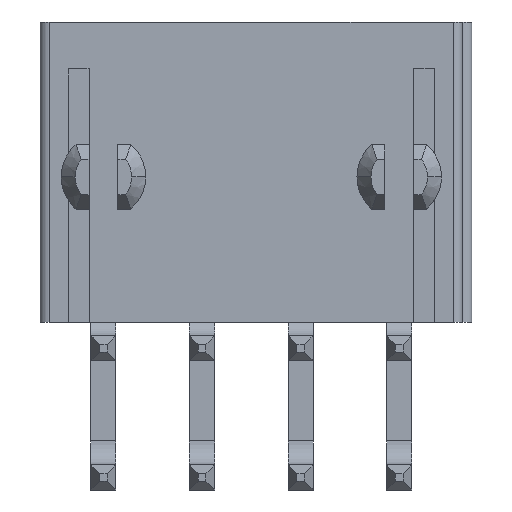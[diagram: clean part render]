
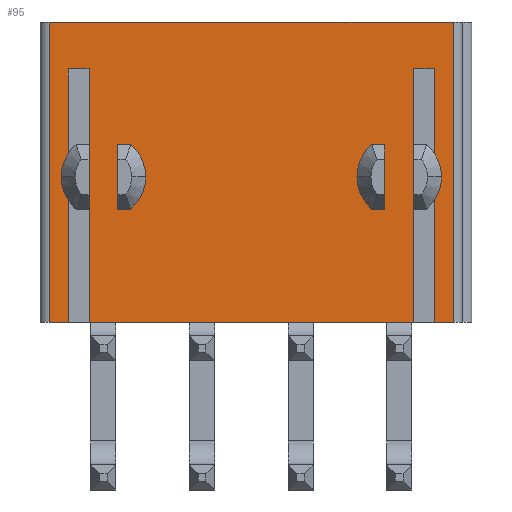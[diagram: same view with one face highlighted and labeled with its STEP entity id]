
A CAD part, front view. The second image highlights one B-rep face of the part: STEP entity #95.
In plain terms, the highlighted planar face has unit normal (0, -1, 0).
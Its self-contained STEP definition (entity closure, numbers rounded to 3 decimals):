
#95=ADVANCED_FACE('',(#440,#441,#442),#443,.T.);
#440=FACE_OUTER_BOUND('',#1076,.T.);
#441=FACE_BOUND('',#1077,.T.);
#442=FACE_BOUND('',#1078,.T.);
#443=PLANE('',#1079);
#1076=EDGE_LOOP('',(#1857,#1858,#1859,#1860,#1861,#1862,#1863,#1864,#1865,#1866,#1867,#1868));
#1077=EDGE_LOOP('',(#1869,#1870,#1871));
#1078=EDGE_LOOP('',(#1872,#1873,#1874));
#1079=AXIS2_PLACEMENT_3D('',#1875,#1876,#1877);
#1857=ORIENTED_EDGE('',*,*,#4103,.F.);
#1858=ORIENTED_EDGE('',*,*,#4104,.F.);
#1859=ORIENTED_EDGE('',*,*,#4105,.T.);
#1860=ORIENTED_EDGE('',*,*,#4038,.T.);
#1861=ORIENTED_EDGE('',*,*,#4102,.F.);
#1862=ORIENTED_EDGE('',*,*,#4106,.F.);
#1863=ORIENTED_EDGE('',*,*,#4107,.T.);
#1864=ORIENTED_EDGE('',*,*,#4108,.F.);
#1865=ORIENTED_EDGE('',*,*,#4109,.T.);
#1866=ORIENTED_EDGE('',*,*,#4110,.F.);
#1867=ORIENTED_EDGE('',*,*,#4111,.T.);
#1868=ORIENTED_EDGE('',*,*,#4112,.F.);
#1869=ORIENTED_EDGE('',*,*,#4113,.T.);
#1870=ORIENTED_EDGE('',*,*,#4114,.T.);
#1871=ORIENTED_EDGE('',*,*,#4019,.T.);
#1872=ORIENTED_EDGE('',*,*,#4115,.T.);
#1873=ORIENTED_EDGE('',*,*,#4031,.T.);
#1874=ORIENTED_EDGE('',*,*,#4116,.T.);
#1875=CARTESIAN_POINT('',(9.0,0.4,0.0));
#1876=DIRECTION('',(0.0,-1.0,0.0));
#1877=DIRECTION('',(0.0,0.0,-1.0));
#4019=EDGE_CURVE('',#4815,#4819,#4821,.T.);
#4031=EDGE_CURVE('',#4843,#4840,#4844,.T.);
#4038=EDGE_CURVE('',#4857,#4855,#4858,.T.);
#4102=EDGE_CURVE('',#4975,#4855,#4977,.T.);
#4103=EDGE_CURVE('',#4978,#4979,#4980,.T.);
#4104=EDGE_CURVE('',#4981,#4978,#4982,.T.);
#4105=EDGE_CURVE('',#4981,#4857,#4983,.T.);
#4106=EDGE_CURVE('',#4984,#4975,#4985,.T.);
#4107=EDGE_CURVE('',#4984,#4986,#4987,.T.);
#4108=EDGE_CURVE('',#4988,#4986,#4989,.T.);
#4109=EDGE_CURVE('',#4988,#4990,#4991,.T.);
#4110=EDGE_CURVE('',#4992,#4990,#4993,.T.);
#4111=EDGE_CURVE('',#4992,#4994,#4995,.T.);
#4112=EDGE_CURVE('',#4979,#4994,#4996,.T.);
#4113=EDGE_CURVE('',#4819,#4997,#4998,.T.);
#4114=EDGE_CURVE('',#4997,#4815,#4999,.T.);
#4115=EDGE_CURVE('',#5000,#4843,#5001,.T.);
#4116=EDGE_CURVE('',#4840,#5000,#5002,.T.);
#4815=VERTEX_POINT('',#5985);
#4819=VERTEX_POINT('',#5990);
#4821=CIRCLE('',#5993,1.5);
#4840=VERTEX_POINT('',#6022);
#4843=VERTEX_POINT('',#6026);
#4844=CIRCLE('',#6027,1.5);
#4855=VERTEX_POINT('',#6041);
#4857=VERTEX_POINT('',#6043);
#4858=LINE('',#6044,#6045);
#4975=VERTEX_POINT('',#6220);
#4977=LINE('',#6222,#6223);
#4978=VERTEX_POINT('',#6224);
#4979=VERTEX_POINT('',#6225);
#4980=LINE('',#6226,#6227);
#4981=VERTEX_POINT('',#6228);
#4982=LINE('',#6229,#6230);
#4983=LINE('',#6231,#6232);
#4984=VERTEX_POINT('',#6233);
#4985=LINE('',#6234,#6235);
#4986=VERTEX_POINT('',#6236);
#4987=LINE('',#6237,#6238);
#4988=VERTEX_POINT('',#6239);
#4989=LINE('',#6240,#6241);
#4990=VERTEX_POINT('',#6242);
#4991=LINE('',#6243,#6244);
#4992=VERTEX_POINT('',#6245);
#4993=LINE('',#6246,#6247);
#4994=VERTEX_POINT('',#6248);
#4995=LINE('',#6249,#6250);
#4996=LINE('',#6251,#6252);
#4997=VERTEX_POINT('',#6253);
#4998=LINE('',#6254,#6255);
#4999=CIRCLE('',#6256,1.5);
#5000=VERTEX_POINT('',#6257);
#5001=LINE('',#6258,#6259);
#5002=CIRCLE('',#6260,1.5);
#5985=CARTESIAN_POINT('',(-4.8,0.4,-6.6));
#5990=CARTESIAN_POINT('',(-5.69,0.4,-7.97));
#5993=AXIS2_PLACEMENT_3D('',#7757,#7758,#7759);
#6022=CARTESIAN_POINT('',(4.8,0.4,-6.6));
#6026=CARTESIAN_POINT('',(5.69,0.4,-7.97));
#6027=AXIS2_PLACEMENT_3D('',#7777,#7778,#7779);
#6041=CARTESIAN_POINT('',(-8.6,0.4,0.0));
#6043=CARTESIAN_POINT('',(8.6,0.4,0.0));
#6044=CARTESIAN_POINT('',(8.6,0.4,0.0));
#6045=VECTOR('',#7792,17.2);
#6220=CARTESIAN_POINT('',(-8.6,0.4,-12.8));
#6222=CARTESIAN_POINT('',(-8.6,0.4,-12.8));
#6223=VECTOR('',#7866,12.8);
#6224=CARTESIAN_POINT('',(7.8,0.4,-12.8));
#6225=CARTESIAN_POINT('',(7.8,0.4,-2.0));
#6226=CARTESIAN_POINT('',(7.8,0.4,-12.8));
#6227=VECTOR('',#7867,10.8);
#6228=CARTESIAN_POINT('',(8.6,0.4,-12.8));
#6229=CARTESIAN_POINT('',(8.6,0.4,-12.8));
#6230=VECTOR('',#7868,0.8);
#6231=CARTESIAN_POINT('',(8.6,0.4,-12.8));
#6232=VECTOR('',#7869,12.8);
#6233=CARTESIAN_POINT('',(-7.8,0.4,-12.8));
#6234=CARTESIAN_POINT('',(-7.8,0.4,-12.8));
#6235=VECTOR('',#7870,0.8);
#6236=CARTESIAN_POINT('',(-7.8,0.4,-2.0));
#6237=CARTESIAN_POINT('',(-7.8,0.4,-12.8));
#6238=VECTOR('',#7871,10.8);
#6239=CARTESIAN_POINT('',(-6.91,0.4,-2.0));
#6240=CARTESIAN_POINT('',(-6.91,0.4,-2.0));
#6241=VECTOR('',#7872,0.89);
#6242=CARTESIAN_POINT('',(-6.91,0.4,-12.8));
#6243=CARTESIAN_POINT('',(-6.91,0.4,-2.0));
#6244=VECTOR('',#7873,10.8);
#6245=CARTESIAN_POINT('',(6.91,0.4,-12.8));
#6246=CARTESIAN_POINT('',(6.91,0.4,-12.8));
#6247=VECTOR('',#7874,13.82);
#6248=CARTESIAN_POINT('',(6.91,0.4,-2.0));
#6249=CARTESIAN_POINT('',(6.91,0.4,-12.8));
#6250=VECTOR('',#7875,10.8);
#6251=CARTESIAN_POINT('',(7.8,0.4,-2.0));
#6252=VECTOR('',#7876,0.89);
#6253=CARTESIAN_POINT('',(-5.69,0.4,-5.23));
#6254=CARTESIAN_POINT('',(-5.69,0.4,-7.97));
#6255=VECTOR('',#7877,2.741);
#6256=AXIS2_PLACEMENT_3D('',#7878,#7879,#7880);
#6257=CARTESIAN_POINT('',(5.69,0.4,-5.23));
#6258=CARTESIAN_POINT('',(5.69,0.4,-5.23));
#6259=VECTOR('',#7881,2.741);
#6260=AXIS2_PLACEMENT_3D('',#7882,#7883,#7884);
#7757=CARTESIAN_POINT('',(-6.3,0.4,-6.6));
#7758=DIRECTION('',(-0.0,1.0,0.0));
#7759=DIRECTION('',(0.407,0.0,0.914));
#7777=CARTESIAN_POINT('',(6.3,0.4,-6.6));
#7778=DIRECTION('',(0.0,1.0,0.0));
#7779=DIRECTION('',(-0.407,0.0,-0.914));
#7792=DIRECTION('',(-1.0,0.0,0.0));
#7866=DIRECTION('',(0.0,0.0,1.0));
#7867=DIRECTION('',(0.0,0.0,1.0));
#7868=DIRECTION('',(-1.0,0.0,0.0));
#7869=DIRECTION('',(0.0,0.0,1.0));
#7870=DIRECTION('',(-1.0,0.0,0.0));
#7871=DIRECTION('',(0.0,0.0,1.0));
#7872=DIRECTION('',(-1.0,0.0,0.0));
#7873=DIRECTION('',(0.0,0.0,-1.0));
#7874=DIRECTION('',(-1.0,0.0,0.0));
#7875=DIRECTION('',(0.0,0.0,1.0));
#7876=DIRECTION('',(-1.0,0.0,0.0));
#7877=DIRECTION('',(0.0,0.0,1.0));
#7878=CARTESIAN_POINT('',(-6.3,0.4,-6.6));
#7879=DIRECTION('',(-0.0,1.0,0.0));
#7880=DIRECTION('',(0.407,0.0,0.914));
#7881=DIRECTION('',(0.0,0.0,-1.0));
#7882=CARTESIAN_POINT('',(6.3,0.4,-6.6));
#7883=DIRECTION('',(0.0,1.0,0.0));
#7884=DIRECTION('',(-0.407,0.0,-0.914));
